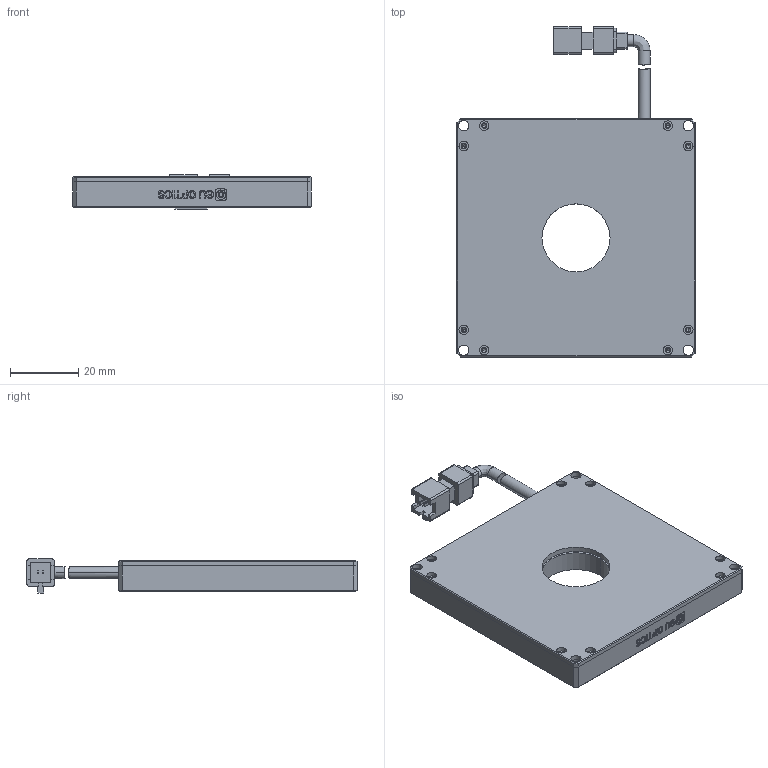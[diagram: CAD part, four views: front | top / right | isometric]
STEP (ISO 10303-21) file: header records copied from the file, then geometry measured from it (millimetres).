
FILE_DESCRIPTION (( 'STEP AP214' ), '1' );
FILE_NAME ('660600-B.STEP', '2019-03-21T07:17:26', ( '' ), ( '' ), 'SwSTEP 2.0', 'SolidWorks 2016', '' );
FILE_SCHEMA (( 'AUTOMOTIVE_DESIGN' ));
Length unit declared in the file: millimetre
Products named in the file (1): 660600-B
Bounding box: 70 x 97 x 10 mm (x, y, z)
Volume: 34282.3 mm3; surface area: 29900.3 mm2
Topology: 7 solids, 7 shells, 501 faces, 1247 edges, 812 vertices
Faces by surface type: plane 306, cylinder 118, bspline 61, cone 16
Entity records: 19778 total; most frequent: CARTESIAN_POINT 3576, ORIENTED_EDGE 2462, DIRECTION 2233, EDGE_CURVE 1231, VECTOR 875, LINE 875, VERTEX_POINT 812, AXIS2_PLACEMENT_3D 679
